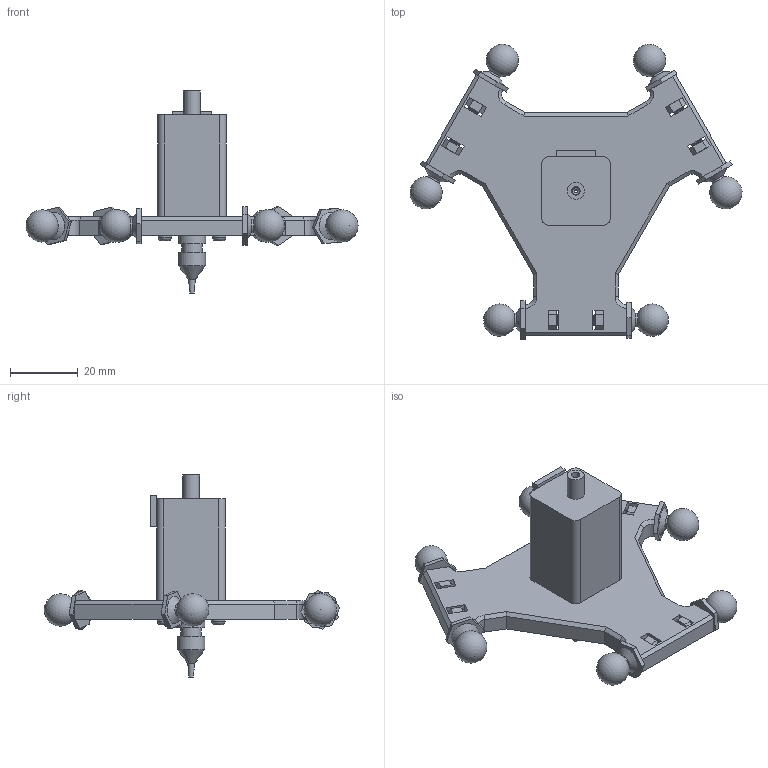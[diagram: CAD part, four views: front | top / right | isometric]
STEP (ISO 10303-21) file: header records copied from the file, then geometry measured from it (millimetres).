
FILE_DESCRIPTION(/* description */ ('Alibre Inc.'),/* implementation_level */ '2;1');
FILE_NAME(/* name */ 'export0',/* time_stamp */ '2015-08-19T18:45:02+08:00',/* author */ (''),/* organization */ (''),/* preprocessor_version */ 'ST-DEVELOPER v14',/* originating_system */ 'Alibre',/* authorisation */ '');
FILE_SCHEMA (('CONFIG_CONTROL_DESIGN'));
Length unit declared in the file: centimetre
Products named in the file (7): ID_1; ID_2; ID_3; ID_4; ID_5; ID_6
Bounding box: 97.78 x 86.97 x 59.5 mm (x, y, z)
Volume: 34125.2 mm3; surface area: 19061.7 mm2
Topology: 19 solids, 19 shells, 398 faces, 959 edges, 619 vertices
Faces by surface type: plane 260, cylinder 71, cone 29, torus 20, bspline 12, sphere 6
Full cylindrical faces by diameter (mm): 0.8 x1, 1.567 x4, 2 x5, 2.1 x4, 2.5 x1, 3 x6, 3.5 x9, 3.6 x6, 4 x10, 4.74 x1, 5 x2, 6 x1, 8 x2, 12 x1, 15 x1, 15.5 x1
Entity records: 9942 total; most frequent: CARTESIAN_POINT 4776, ORIENTED_EDGE 782, DIRECTION 773, EDGE_CURVE 391, AXIS2_PLACEMENT_3D 316, EDGE_LOOP 285, FACE_BOUND 285, VERTEX_POINT 280
